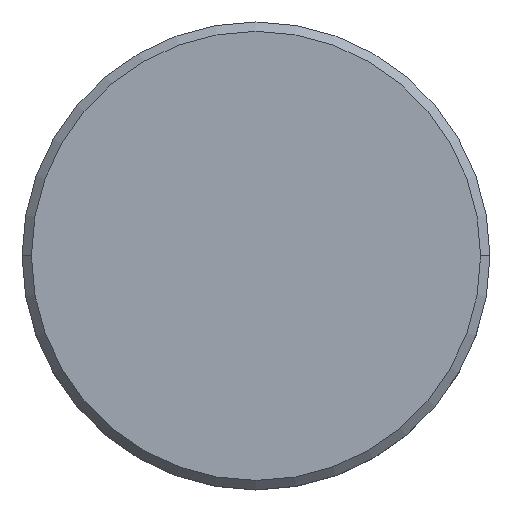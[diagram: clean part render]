
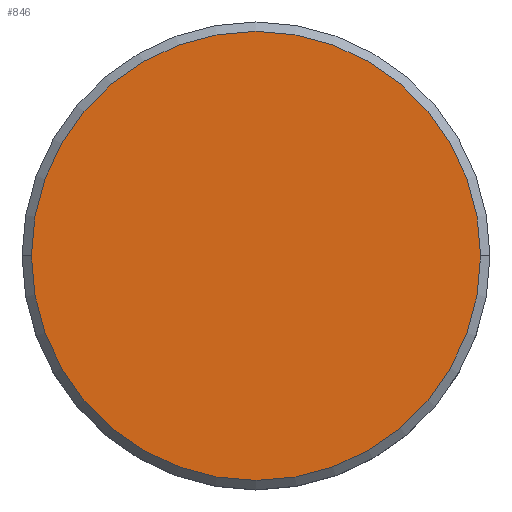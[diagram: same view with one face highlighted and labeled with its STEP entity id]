
A CAD part, top view. The second image highlights one B-rep face of the part: STEP entity #846.
In plain terms, the highlighted planar face has unit normal (0, 0, 1).
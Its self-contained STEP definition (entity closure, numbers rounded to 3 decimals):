
#59 = CARTESIAN_POINT ( 'NONE',  ( 12., 0., 0. ) ) ;
#203 = CIRCLE ( 'NONE', #464, 12. ) ;
#208 = DIRECTION ( 'NONE',  ( 1., 0., 0. ) ) ;
#230 = VERTEX_POINT ( 'NONE', #59 ) ;
#279 = EDGE_LOOP ( 'NONE', ( #495, #380 ) ) ;
#357 = CARTESIAN_POINT ( 'NONE',  ( -12., 0., 0. ) ) ;
#380 = ORIENTED_EDGE ( 'NONE', *, *, #581, .T. ) ;
#464 = AXIS2_PLACEMENT_3D ( 'NONE', #741, #1028, #734 ) ;
#478 = FACE_OUTER_BOUND ( 'NONE', #279, .T. ) ;
#493 = EDGE_CURVE ( 'NONE', #1162, #230, #203, .T. ) ;
#495 = ORIENTED_EDGE ( 'NONE', *, *, #493, .T. ) ;
#500 = AXIS2_PLACEMENT_3D ( 'NONE', #1126, #1112, #668 ) ;
#581 = EDGE_CURVE ( 'NONE', #230, #1162, #901, .T. ) ;
#668 = DIRECTION ( 'NONE',  ( 1., 0., 0. ) ) ;
#734 = DIRECTION ( 'NONE',  ( 1., 0., 0. ) ) ;
#741 = CARTESIAN_POINT ( 'NONE',  ( 0., 0., 0. ) ) ;
#765 = PLANE ( 'NONE',  #1135 ) ;
#843 = CARTESIAN_POINT ( 'NONE',  ( 0., 0., 0. ) ) ;
#846 = ADVANCED_FACE ( 'NONE', ( #478 ), #765, .T. ) ;
#901 = CIRCLE ( 'NONE', #500, 12. ) ;
#1028 = DIRECTION ( 'NONE',  ( 0., 0., 1. ) ) ;
#1112 = DIRECTION ( 'NONE',  ( 0., 0., 1. ) ) ;
#1119 = DIRECTION ( 'NONE',  ( 0., 0., 1. ) ) ;
#1126 = CARTESIAN_POINT ( 'NONE',  ( 0., 0., 0. ) ) ;
#1135 = AXIS2_PLACEMENT_3D ( 'NONE', #843, #1119, #208 ) ;
#1162 = VERTEX_POINT ( 'NONE', #357 ) ;
